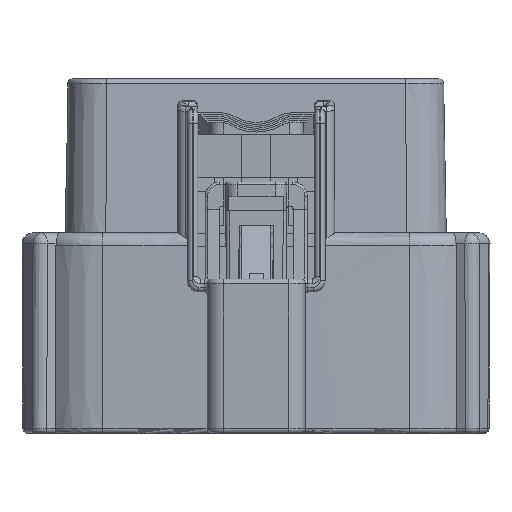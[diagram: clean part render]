
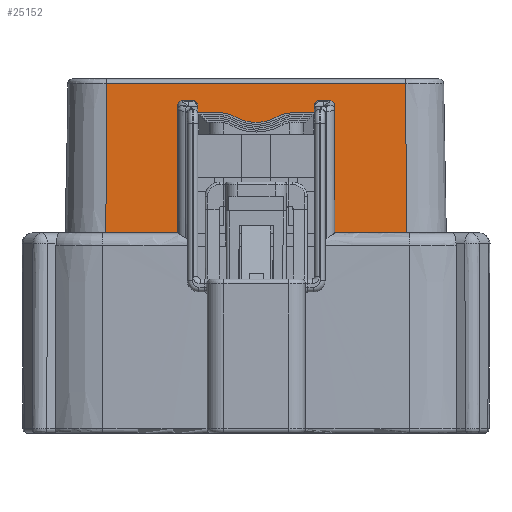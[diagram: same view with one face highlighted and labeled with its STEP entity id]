
A CAD part, left-side view. The second image highlights one B-rep face of the part: STEP entity #25152.
In plain terms, the highlighted face is planar.
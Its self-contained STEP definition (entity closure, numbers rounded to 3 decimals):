
#139=ELLIPSE('',#26899,0.52,0.5);
#140=ELLIPSE('',#26906,0.475,0.475);
#141=ELLIPSE('',#26907,0.52,0.5);
#142=ELLIPSE('',#26908,0.52,0.5);
#143=ELLIPSE('',#26909,0.52,0.5);
#144=ELLIPSE('',#26910,0.475,0.475);
#2215=FACE_OUTER_BOUND('',#3678,.T.);
#3678=EDGE_LOOP('',(#19410,#19411,#19412,#19413,#19414,#19415,#19416,#19417,
#19418,#19419,#19420,#19421,#19422,#19423,#19424,#19425,#19426,#19427,#19428,
#19429,#19430,#19431,#19432,#19433));
#6167=LINE('',#39604,#8912);
#6181=LINE('',#39638,#8926);
#6182=LINE('',#39640,#8927);
#6183=LINE('',#39642,#8928);
#6184=LINE('',#39643,#8929);
#6185=LINE('',#39645,#8930);
#6186=LINE('',#39648,#8931);
#6187=LINE('',#39650,#8932);
#6188=LINE('',#39654,#8933);
#6189=LINE('',#39656,#8934);
#6190=LINE('',#39658,#8935);
#6191=LINE('',#39660,#8936);
#6192=LINE('',#39662,#8937);
#6193=LINE('',#39664,#8938);
#6194=LINE('',#39666,#8939);
#6195=LINE('',#39670,#8940);
#6196=LINE('',#39674,#8941);
#6197=LINE('',#39676,#8942);
#8912=VECTOR('',#31449,7.459);
#8926=VECTOR('',#31473,2.338);
#8927=VECTOR('',#31474,1.512);
#8928=VECTOR('',#31475,2.25);
#8929=VECTOR('',#31476,1.512);
#8930=VECTOR('',#31477,2.338);
#8931=VECTOR('',#31480,1.775);
#8932=VECTOR('',#31481,1.1);
#8933=VECTOR('',#31484,13.26);
#8934=VECTOR('',#31485,7.474);
#8935=VECTOR('',#31486,15.561);
#8936=VECTOR('',#31487,31.23);
#8937=VECTOR('',#31488,15.561);
#8938=VECTOR('',#31489,7.474);
#8939=VECTOR('',#31490,13.26);
#8940=VECTOR('',#31493,1.1);
#8941=VECTOR('',#31496,7.459);
#8942=VECTOR('',#31497,1.775);
#11218=VERTEX_POINT('',#38357);
#11220=VERTEX_POINT('',#38361);
#11557=VERTEX_POINT('',#39595);
#11558=VERTEX_POINT('',#39597);
#11560=VERTEX_POINT('',#39603);
#11575=VERTEX_POINT('',#39637);
#11576=VERTEX_POINT('',#39639);
#11577=VERTEX_POINT('',#39641);
#11578=VERTEX_POINT('',#39644);
#11579=VERTEX_POINT('',#39646);
#11580=VERTEX_POINT('',#39649);
#11581=VERTEX_POINT('',#39651);
#11582=VERTEX_POINT('',#39653);
#11583=VERTEX_POINT('',#39655);
#11584=VERTEX_POINT('',#39657);
#11585=VERTEX_POINT('',#39659);
#11586=VERTEX_POINT('',#39661);
#11587=VERTEX_POINT('',#39663);
#11588=VERTEX_POINT('',#39665);
#11589=VERTEX_POINT('',#39667);
#11590=VERTEX_POINT('',#39669);
#11591=VERTEX_POINT('',#39671);
#11592=VERTEX_POINT('',#39673);
#11593=VERTEX_POINT('',#39675);
#14452=EDGE_CURVE('',#11557,#11558,#139,.T.);
#14454=EDGE_CURVE('',#11557,#11560,#6167,.T.);
#14471=EDGE_CURVE('',#11575,#11220,#6181,.T.);
#14472=EDGE_CURVE('',#11576,#11220,#6182,.T.);
#14473=EDGE_CURVE('',#11577,#11576,#6183,.T.);
#14474=EDGE_CURVE('',#11218,#11577,#6184,.T.);
#14475=EDGE_CURVE('',#11218,#11578,#6185,.T.);
#14476=EDGE_CURVE('',#11578,#11579,#140,.T.);
#14477=EDGE_CURVE('',#11579,#11560,#6186,.T.);
#14478=EDGE_CURVE('',#11580,#11558,#6187,.T.);
#14479=EDGE_CURVE('',#11580,#11581,#141,.T.);
#14480=EDGE_CURVE('',#11582,#11581,#6188,.T.);
#14481=EDGE_CURVE('',#11583,#11582,#6189,.T.);
#14482=EDGE_CURVE('',#11583,#11584,#6190,.T.);
#14483=EDGE_CURVE('',#11585,#11584,#6191,.T.);
#14484=EDGE_CURVE('',#11585,#11586,#6192,.T.);
#14485=EDGE_CURVE('',#11587,#11586,#6193,.T.);
#14486=EDGE_CURVE('',#11588,#11587,#6194,.T.);
#14487=EDGE_CURVE('',#11588,#11589,#142,.T.);
#14488=EDGE_CURVE('',#11589,#11590,#6195,.T.);
#14489=EDGE_CURVE('',#11590,#11591,#143,.T.);
#14490=EDGE_CURVE('',#11592,#11591,#6196,.T.);
#14491=EDGE_CURVE('',#11592,#11593,#6197,.T.);
#14492=EDGE_CURVE('',#11593,#11575,#144,.T.);
#19410=ORIENTED_EDGE('',*,*,#14471,.T.);
#19411=ORIENTED_EDGE('',*,*,#14472,.F.);
#19412=ORIENTED_EDGE('',*,*,#14473,.F.);
#19413=ORIENTED_EDGE('',*,*,#14474,.F.);
#19414=ORIENTED_EDGE('',*,*,#14475,.T.);
#19415=ORIENTED_EDGE('',*,*,#14476,.T.);
#19416=ORIENTED_EDGE('',*,*,#14477,.T.);
#19417=ORIENTED_EDGE('',*,*,#14454,.F.);
#19418=ORIENTED_EDGE('',*,*,#14452,.T.);
#19419=ORIENTED_EDGE('',*,*,#14478,.F.);
#19420=ORIENTED_EDGE('',*,*,#14479,.T.);
#19421=ORIENTED_EDGE('',*,*,#14480,.F.);
#19422=ORIENTED_EDGE('',*,*,#14481,.F.);
#19423=ORIENTED_EDGE('',*,*,#14482,.T.);
#19424=ORIENTED_EDGE('',*,*,#14483,.F.);
#19425=ORIENTED_EDGE('',*,*,#14484,.T.);
#19426=ORIENTED_EDGE('',*,*,#14485,.F.);
#19427=ORIENTED_EDGE('',*,*,#14486,.F.);
#19428=ORIENTED_EDGE('',*,*,#14487,.T.);
#19429=ORIENTED_EDGE('',*,*,#14488,.T.);
#19430=ORIENTED_EDGE('',*,*,#14489,.T.);
#19431=ORIENTED_EDGE('',*,*,#14490,.F.);
#19432=ORIENTED_EDGE('',*,*,#14491,.T.);
#19433=ORIENTED_EDGE('',*,*,#14492,.T.);
#24227=PLANE('',#26905);
#25152=ADVANCED_FACE('',(#2215),#24227,.T.);
#26899=AXIS2_PLACEMENT_3D('',#39599,#31444,#31445);
#26905=AXIS2_PLACEMENT_3D('',#39636,#31471,#31472);
#26906=AXIS2_PLACEMENT_3D('',#39647,#31478,#31479);
#26907=AXIS2_PLACEMENT_3D('',#39652,#31482,#31483);
#26908=AXIS2_PLACEMENT_3D('',#39668,#31491,#31492);
#26909=AXIS2_PLACEMENT_3D('',#39672,#31494,#31495);
#26910=AXIS2_PLACEMENT_3D('',#39677,#31498,#31499);
#31444=DIRECTION('center_axis',(0.,-1.,0.017));
#31445=DIRECTION('ref_axis',(0.,-0.017,
-1.));
#31449=DIRECTION('',(0.,0.017,1.));
#31471=DIRECTION('center_axis',(0.,1.,-0.017));
#31472=DIRECTION('ref_axis',(0.,-0.017,-1.));
#31473=DIRECTION('',(1.,0.,0.));
#31474=DIRECTION('',(0.,0.017,1.));
#31475=DIRECTION('',(-1.,0.,0.));
#31476=DIRECTION('',(0.,-0.017,-1.));
#31477=DIRECTION('',(1.,0.,0.));
#31478=DIRECTION('center_axis',(0.,-1.,0.017));
#31479=DIRECTION('ref_axis',(0.,0.017,1.));
#31480=DIRECTION('',(1.,0.,0.));
#31481=DIRECTION('',(-1.,0.,0.));
#31482=DIRECTION('center_axis',(0.,-1.,0.017));
#31483=DIRECTION('ref_axis',(0.,-0.017,-1.));
#31484=DIRECTION('',(0.,-0.017,-1.));
#31485=DIRECTION('',(-1.,0.,0.));
#31486=DIRECTION('',(-0.002,-0.017,-1.));
#31487=DIRECTION('',(1.,0.,0.));
#31488=DIRECTION('',(-0.002,0.017,1.));
#31489=DIRECTION('',(-1.,0.,0.));
#31490=DIRECTION('',(0.,0.017,1.));
#31491=DIRECTION('center_axis',(0.,-1.,0.017));
#31492=DIRECTION('ref_axis',(0.,0.017,1.));
#31493=DIRECTION('',(1.,0.,0.));
#31494=DIRECTION('center_axis',(0.,-1.,0.017));
#31495=DIRECTION('ref_axis',(0.,0.017,1.));
#31496=DIRECTION('',(0.,-0.017,-1.));
#31497=DIRECTION('',(1.,0.,0.));
#31498=DIRECTION('center_axis',(0.,-1.,0.017));
#31499=DIRECTION('ref_axis',(0.,-0.017,
-1.));
#38357=CARTESIAN_POINT('',(1.125,7.791,-24.45));
#38361=CARTESIAN_POINT('',(-1.125,7.791,-24.45));
#39595=CARTESIAN_POINT('',(6.075,7.661,-31.908));
#39597=CARTESIAN_POINT('',(6.575,7.652,-32.428));
#39599=CARTESIAN_POINT('Origin',(6.575,7.661,-31.908));
#39603=CARTESIAN_POINT('',(6.075,7.791,-24.45));
#39604=CARTESIAN_POINT('',(6.075,7.661,-31.908));
#39636=CARTESIAN_POINT('Origin',(15.648,7.893,-18.65));
#39637=CARTESIAN_POINT('',(-3.463,7.791,-24.45));
#39638=CARTESIAN_POINT('',(-3.463,7.791,-24.45));
#39639=CARTESIAN_POINT('',(-1.125,7.765,-25.962));
#39640=CARTESIAN_POINT('',(-1.125,7.765,-25.962));
#39641=CARTESIAN_POINT('',(1.125,7.765,-25.962));
#39642=CARTESIAN_POINT('',(1.125,7.765,-25.962));
#39643=CARTESIAN_POINT('',(1.125,7.791,-24.45));
#39644=CARTESIAN_POINT('',(3.463,7.791,-24.45));
#39645=CARTESIAN_POINT('',(1.125,7.791,-24.45));
#39646=CARTESIAN_POINT('',(4.3,7.791,-24.45));
#39647=CARTESIAN_POINT('Origin',(3.881,7.795,-24.225));
#39648=CARTESIAN_POINT('',(4.3,7.791,-24.45));
#39649=CARTESIAN_POINT('',(7.675,7.652,-32.428));
#39650=CARTESIAN_POINT('',(7.675,7.652,-32.428));
#39651=CARTESIAN_POINT('',(8.175,7.661,-31.908));
#39652=CARTESIAN_POINT('Origin',(7.675,7.661,-31.908));
#39653=CARTESIAN_POINT('',(8.175,7.893,-18.65));
#39654=CARTESIAN_POINT('',(8.175,7.893,-18.65));
#39655=CARTESIAN_POINT('',(15.649,7.893,-18.65));
#39656=CARTESIAN_POINT('',(15.649,7.893,-18.65));
#39657=CARTESIAN_POINT('',(15.615,7.621,-34.209));
#39658=CARTESIAN_POINT('',(15.649,7.893,-18.65));
#39659=CARTESIAN_POINT('',(-15.615,7.621,-34.209));
#39660=CARTESIAN_POINT('',(-15.615,7.621,-34.209));
#39661=CARTESIAN_POINT('',(-15.649,7.893,-18.65));
#39662=CARTESIAN_POINT('',(-15.615,7.621,-34.209));
#39663=CARTESIAN_POINT('',(-8.175,7.893,-18.65));
#39664=CARTESIAN_POINT('',(-8.175,7.893,-18.65));
#39665=CARTESIAN_POINT('',(-8.175,7.661,-31.908));
#39666=CARTESIAN_POINT('',(-8.175,7.661,-31.908));
#39667=CARTESIAN_POINT('',(-7.675,7.652,-32.428));
#39668=CARTESIAN_POINT('Origin',(-7.675,7.661,-31.908));
#39669=CARTESIAN_POINT('',(-6.575,7.652,-32.428));
#39670=CARTESIAN_POINT('',(-7.675,7.652,-32.428));
#39671=CARTESIAN_POINT('',(-6.075,7.661,-31.908));
#39672=CARTESIAN_POINT('Origin',(-6.575,7.661,-31.908));
#39673=CARTESIAN_POINT('',(-6.075,7.791,-24.45));
#39674=CARTESIAN_POINT('',(-6.075,7.791,-24.45));
#39675=CARTESIAN_POINT('',(-4.3,7.791,-24.45));
#39676=CARTESIAN_POINT('',(-6.075,7.791,-24.45));
#39677=CARTESIAN_POINT('Origin',(-3.881,7.795,-24.225));
